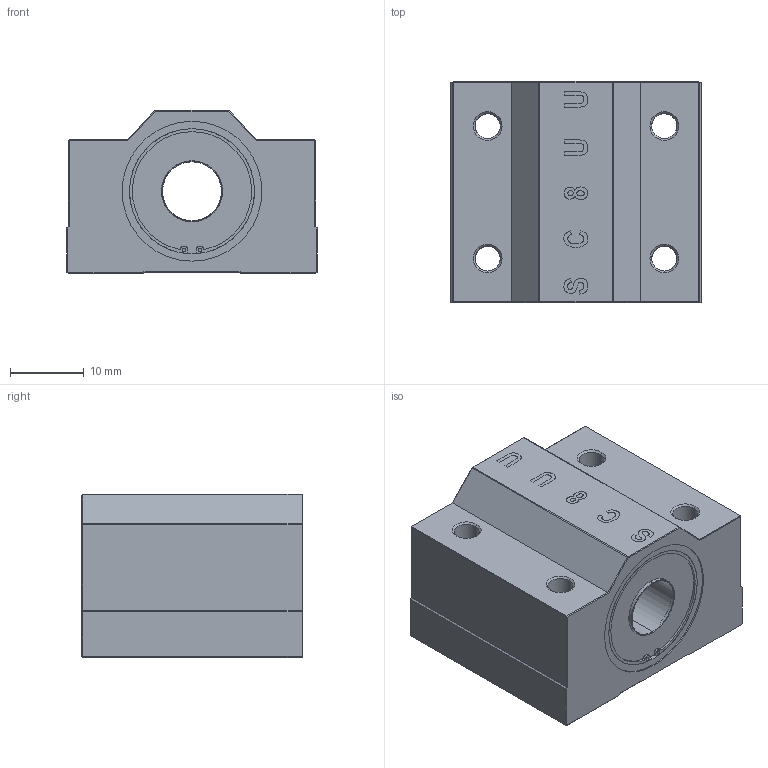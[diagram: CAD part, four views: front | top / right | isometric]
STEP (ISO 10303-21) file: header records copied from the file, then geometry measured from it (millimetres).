
FILE_DESCRIPTION (( 'STEP AP214' ), '1' );
FILE_NAME ('Linear bearing with housing-SC8UU.STEP', '2025-01-25T20:40:02', ( '' ), ( '' ), 'SwSTEP 2.0', 'SolidWorks 2022', '' );
FILE_SCHEMA (( 'AUTOMOTIVE_DESIGN' ));
Length unit declared in the file: millimetre
Products named in the file (1): Linear bearing with housing-SC8UU
Bounding box: 34 x 30.1 x 22.2 mm (x, y, z)
Volume: 17515.5 mm3; surface area: 6401.1 mm2
Topology: 3 solids, 3 shells, 269 faces, 736 edges, 486 vertices
Faces by surface type: cylinder 134, plane 99, cone 16, bspline 12, torus 8
Entity records: 17785 total; most frequent: CARTESIAN_POINT 11441, ORIENTED_EDGE 1472, DIRECTION 1103, EDGE_CURVE 736, VERTEX_POINT 486, AXIS2_PLACEMENT_3D 382, LINE 339, VECTOR 339
